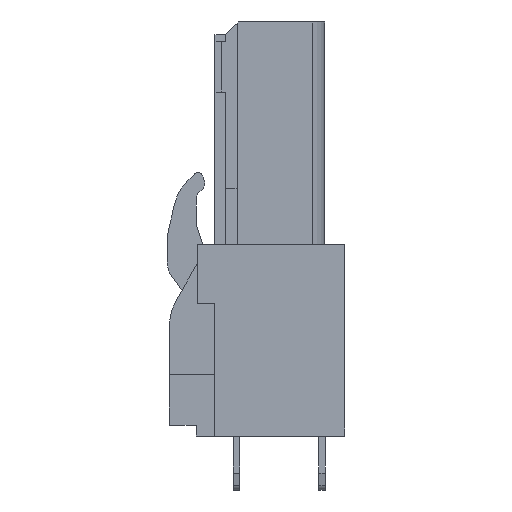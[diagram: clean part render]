
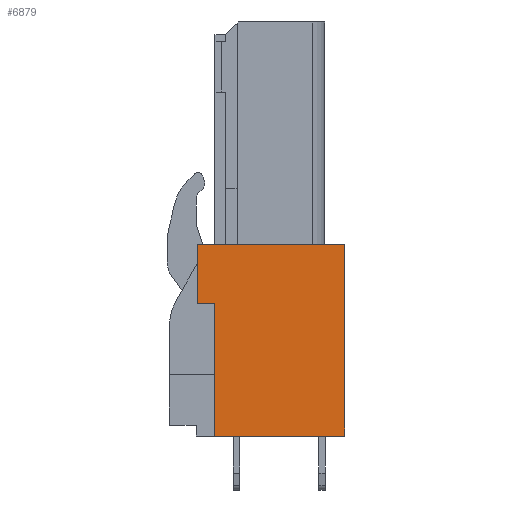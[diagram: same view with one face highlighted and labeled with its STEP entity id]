
A CAD part, left-side view. The second image highlights one B-rep face of the part: STEP entity #6879.
In plain terms, the highlighted planar face has unit normal (-1, 0, 0).
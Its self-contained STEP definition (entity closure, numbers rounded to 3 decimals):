
#6869=AXIS2_PLACEMENT_3D('Plane Axis2P3D',#6866,#6867,#6868) ;
#397=CARTESIAN_POINT('Vertex',(0.,0.,3.2)) ;
#400=CARTESIAN_POINT('Line Origine',(0.,3.85,3.2)) ;
#404=CARTESIAN_POINT('Vertex',(0.,7.7,3.2)) ;
#1206=CARTESIAN_POINT('Vertex',(0.,8.74,14.54)) ;
#1209=CARTESIAN_POINT('Line Origine',(0.,4.37,14.54)) ;
#1213=CARTESIAN_POINT('Vertex',(0.,0.,14.54)) ;
#2277=CARTESIAN_POINT('Line Origine',(0.,7.7,7.12)) ;
#2281=CARTESIAN_POINT('Vertex',(0.,7.7,11.04)) ;
#6520=CARTESIAN_POINT('Line Origine',(0.,8.22,11.04)) ;
#6524=CARTESIAN_POINT('Vertex',(0.,8.74,11.04)) ;
#6565=CARTESIAN_POINT('Line Origine',(0.,8.74,12.79)) ;
#6678=CARTESIAN_POINT('Line Origine',(0.,0.,8.87)) ;
#6866=CARTESIAN_POINT('Axis2P3D Location',(0.,0.,0.)) ;
#401=DIRECTION('Vector Direction',(0.,1.,0.)) ;
#1210=DIRECTION('Vector Direction',(0.,-1.,0.)) ;
#2278=DIRECTION('Vector Direction',(0.,0.,1.)) ;
#6521=DIRECTION('Vector Direction',(0.,1.,0.)) ;
#6566=DIRECTION('Vector Direction',(0.,0.,1.)) ;
#6679=DIRECTION('Vector Direction',(0.,0.,-1.)) ;
#6867=DIRECTION('Axis2P3D Direction',(-1.,0.,0.)) ;
#6868=DIRECTION('Axis2P3D XDirection',(0.,0.,1.)) ;
#402=VECTOR('Line Direction',#401,1.) ;
#1211=VECTOR('Line Direction',#1210,1.) ;
#2279=VECTOR('Line Direction',#2278,1.) ;
#6522=VECTOR('Line Direction',#6521,1.) ;
#6567=VECTOR('Line Direction',#6566,1.) ;
#6680=VECTOR('Line Direction',#6679,1.) ;
#6872=ORIENTED_EDGE('',*,*,#6569,.T.) ;
#6873=ORIENTED_EDGE('',*,*,#6526,.T.) ;
#6874=ORIENTED_EDGE('',*,*,#2283,.T.) ;
#6875=ORIENTED_EDGE('',*,*,#406,.T.) ;
#6876=ORIENTED_EDGE('',*,*,#6682,.T.) ;
#6877=ORIENTED_EDGE('',*,*,#1215,.T.) ;
#6879=ADVANCED_FACE('HOUSING',(#6878),#6870,.T.) ;
#406=EDGE_CURVE('',#405,#398,#403,.F.) ;
#1215=EDGE_CURVE('',#1214,#1207,#1212,.F.) ;
#2283=EDGE_CURVE('',#2282,#405,#2280,.F.) ;
#6526=EDGE_CURVE('',#6525,#2282,#6523,.F.) ;
#6569=EDGE_CURVE('',#1207,#6525,#6568,.F.) ;
#6682=EDGE_CURVE('',#398,#1214,#6681,.F.) ;
#6871=EDGE_LOOP('',(#6872,#6873,#6874,#6875,#6876,#6877)) ;
#6878=FACE_OUTER_BOUND('',#6871,.T.) ;
#403=LINE('Line',#400,#402) ;
#1212=LINE('Line',#1209,#1211) ;
#2280=LINE('Line',#2277,#2279) ;
#6523=LINE('Line',#6520,#6522) ;
#6568=LINE('Line',#6565,#6567) ;
#6681=LINE('Line',#6678,#6680) ;
#6870=PLANE('',#6869) ;
#398=VERTEX_POINT('',#397) ;
#405=VERTEX_POINT('',#404) ;
#1207=VERTEX_POINT('',#1206) ;
#1214=VERTEX_POINT('',#1213) ;
#2282=VERTEX_POINT('',#2281) ;
#6525=VERTEX_POINT('',#6524) ;
